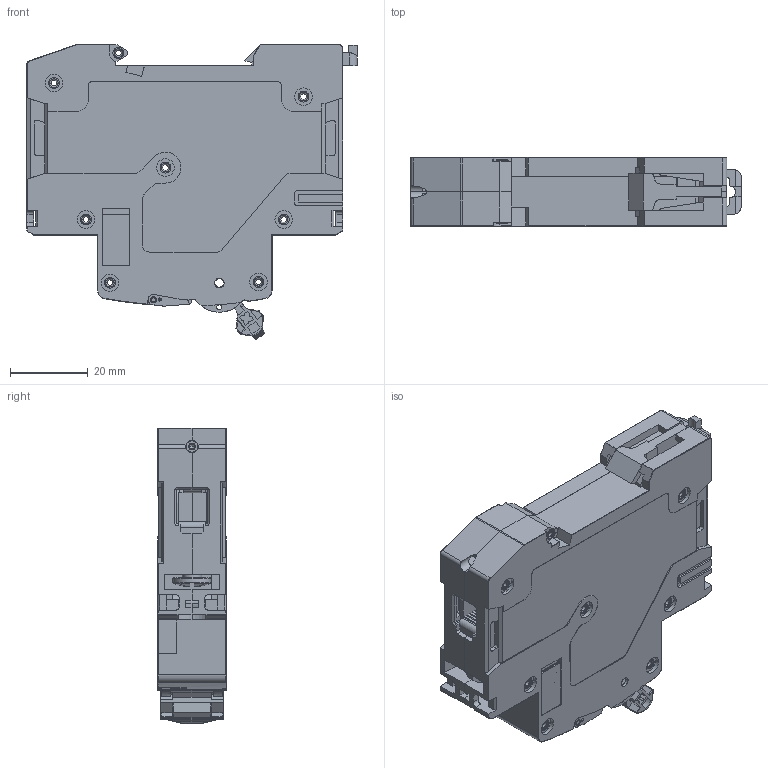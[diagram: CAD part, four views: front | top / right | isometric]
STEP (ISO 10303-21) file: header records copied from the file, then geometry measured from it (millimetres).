
FILE_DESCRIPTION(/* description */ (''),/* implementation_level */ '2;1');
FILE_NAME(/* name */ '173803006.stp',/* time_stamp */ '2023-07-19T11:12:41+08:00',/* author */ (''),/* organization */ (''),/* preprocessor_version */ 'ST-DEVELOPER v14',/* originating_system */ 'SIEMENS PLM Software NX 8.0',/* authorisation */ '');
FILE_SCHEMA (('CONFIG_CONTROL_DESIGN'));
Products named in the file (26): 1738163006_AF0; 1738163007_AF0; 1726132016_AF0_ASM; AZJ-DLL1-1; 1711053047; 1707050016_ASM; 1729150032; T1425_AF7; T1425_AF6; T1302601; T0715001; 1726021002; T1425_AF5; TMB-DLZ1-2; T1425_AF4; T1425_AF3; T1425_AF2; T1425_AF1; T1425_AF0; FFZB-DLZ1-1; 1738160003; 1738160004; 1738160007_ASM; 1738060006_ASM; 1738160005_ASM; 173803006_stp
Assembly tree (28 placements, depth 4):
  173803006_stp
    1738160004
    1738160003
    FFZB-DLZ1-1  x2
    T1425_AF0
    T1425_AF1
    T1425_AF2
    T1425_AF3
    T1425_AF4
    TMB-DLZ1-2
    T1425_AF5
    1726021002
    T0715001
    1738160005_ASM
      1738060006_ASM
        1726021002
        T0715001
        1738163006_AF0
    T1302601
    T1425_AF6
    T1425_AF7
    1729150032
    1707050016_ASM
    1738160007_ASM
      1726132016_AF0_ASM
      1738163007_AF0
    1711053047
    AZJ-DLL1-1
Bounding box: 85.2 x 17.7 x 76.2 mm (x, y, z)
Volume: 31956.9 mm3; surface area: 49018.6 mm2
Topology: 23 solids, 23 shells, 3517 faces, 9527 edges, 6099 vertices
Faces by surface type: plane 2133, cylinder 1008, torus 178, cone 86, bspline 85, sphere 27
Entity records: 111995 total; most frequent: CARTESIAN_POINT 23717, ORIENTED_EDGE 18110, DIRECTION 17690, EDGE_CURVE 9055, LINE 6212, VECTOR 6212, VERTEX_POINT 5834, AXIS2_PLACEMENT_3D 5739
